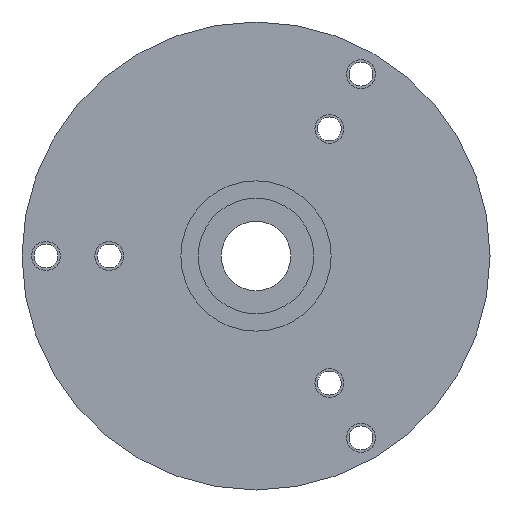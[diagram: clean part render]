
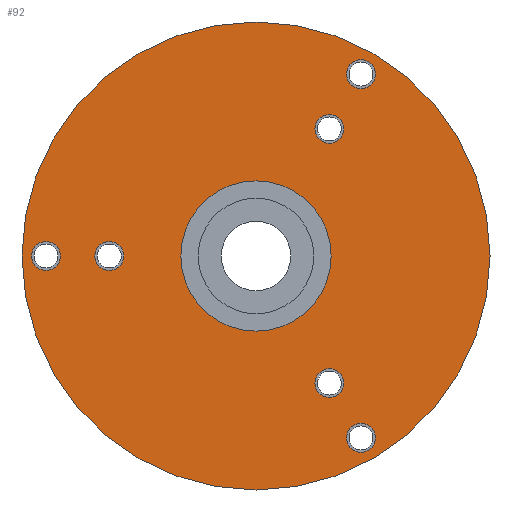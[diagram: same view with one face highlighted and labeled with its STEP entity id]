
A CAD part, front view. The second image highlights one B-rep face of the part: STEP entity #92.
In plain terms, the highlighted planar face has unit normal (0, -1, 0).
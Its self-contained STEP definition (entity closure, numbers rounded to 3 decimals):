
#47=FACE_BOUND('',#182,.F.);
#48=FACE_BOUND('',#183,.F.);
#49=FACE_BOUND('',#184,.F.);
#50=FACE_BOUND('',#185,.F.);
#51=FACE_BOUND('',#186,.F.);
#52=FACE_BOUND('',#187,.F.);
#53=FACE_BOUND('',#188,.F.);
#73=PLANE('',#1020);
#92=ADVANCED_FACE('',(#47,#48,#49,#50,#51,#52,#53,#135),#73,.T.);
#135=FACE_OUTER_BOUND('',#189,.F.);
#182=EDGE_LOOP('',(#265,#266));
#183=EDGE_LOOP('',(#267,#268));
#184=EDGE_LOOP('',(#269,#270));
#185=EDGE_LOOP('',(#271,#272));
#186=EDGE_LOOP('',(#273,#274));
#187=EDGE_LOOP('',(#275,#276));
#188=EDGE_LOOP('',(#277,#278));
#189=EDGE_LOOP('',(#279,#280));
#265=ORIENTED_EDGE('',*,*,#697,.T.);
#266=ORIENTED_EDGE('',*,*,#696,.T.);
#267=ORIENTED_EDGE('',*,*,#688,.T.);
#268=ORIENTED_EDGE('',*,*,#689,.T.);
#269=ORIENTED_EDGE('',*,*,#684,.T.);
#270=ORIENTED_EDGE('',*,*,#685,.T.);
#271=ORIENTED_EDGE('',*,*,#680,.T.);
#272=ORIENTED_EDGE('',*,*,#681,.T.);
#273=ORIENTED_EDGE('',*,*,#678,.T.);
#274=ORIENTED_EDGE('',*,*,#679,.T.);
#275=ORIENTED_EDGE('',*,*,#676,.T.);
#276=ORIENTED_EDGE('',*,*,#677,.T.);
#277=ORIENTED_EDGE('',*,*,#674,.T.);
#278=ORIENTED_EDGE('',*,*,#675,.T.);
#279=ORIENTED_EDGE('',*,*,#703,.F.);
#280=ORIENTED_EDGE('',*,*,#699,.F.);
#674=EDGE_CURVE('',#915,#914,#772,.T.);
#675=EDGE_CURVE('',#914,#915,#773,.T.);
#676=EDGE_CURVE('',#913,#912,#774,.T.);
#677=EDGE_CURVE('',#912,#913,#775,.T.);
#678=EDGE_CURVE('',#911,#910,#776,.T.);
#679=EDGE_CURVE('',#910,#911,#777,.T.);
#680=EDGE_CURVE('',#909,#908,#778,.T.);
#681=EDGE_CURVE('',#908,#909,#779,.T.);
#684=EDGE_CURVE('',#905,#904,#782,.T.);
#685=EDGE_CURVE('',#904,#905,#783,.T.);
#688=EDGE_CURVE('',#901,#900,#786,.T.);
#689=EDGE_CURVE('',#900,#901,#787,.T.);
#696=EDGE_CURVE('',#893,#892,#794,.T.);
#697=EDGE_CURVE('',#892,#893,#795,.T.);
#699=EDGE_CURVE('',#889,#888,#797,.T.);
#703=EDGE_CURVE('',#888,#889,#799,.T.);
#772=CIRCLE('',#945,2.5);
#773=CIRCLE('',#946,2.5);
#774=CIRCLE('',#947,2.5);
#775=CIRCLE('',#948,2.5);
#776=CIRCLE('',#949,2.5);
#777=CIRCLE('',#950,2.5);
#778=CIRCLE('',#951,2.5);
#779=CIRCLE('',#952,2.5);
#782=CIRCLE('',#955,2.5);
#783=CIRCLE('',#956,2.5);
#786=CIRCLE('',#959,2.5);
#787=CIRCLE('',#960,2.5);
#794=CIRCLE('',#967,13.);
#795=CIRCLE('',#968,13.);
#797=CIRCLE('',#970,40.5);
#799=CIRCLE('',#972,40.5);
#888=VERTEX_POINT('',#1372);
#889=VERTEX_POINT('',#1373);
#892=VERTEX_POINT('',#1376);
#893=VERTEX_POINT('',#1377);
#900=VERTEX_POINT('',#1384);
#901=VERTEX_POINT('',#1385);
#904=VERTEX_POINT('',#1388);
#905=VERTEX_POINT('',#1389);
#908=VERTEX_POINT('',#1392);
#909=VERTEX_POINT('',#1393);
#910=VERTEX_POINT('',#1394);
#911=VERTEX_POINT('',#1395);
#912=VERTEX_POINT('',#1396);
#913=VERTEX_POINT('',#1397);
#914=VERTEX_POINT('',#1398);
#915=VERTEX_POINT('',#1399);
#945=AXIS2_PLACEMENT_3D('',#1400,#1066,#1067);
#946=AXIS2_PLACEMENT_3D('',#1401,#1068,#1069);
#947=AXIS2_PLACEMENT_3D('',#1402,#1070,#1071);
#948=AXIS2_PLACEMENT_3D('',#1403,#1072,#1073);
#949=AXIS2_PLACEMENT_3D('',#1404,#1074,#1075);
#950=AXIS2_PLACEMENT_3D('',#1405,#1076,#1077);
#951=AXIS2_PLACEMENT_3D('',#1406,#1078,#1079);
#952=AXIS2_PLACEMENT_3D('',#1407,#1080,#1081);
#955=AXIS2_PLACEMENT_3D('',#1410,#1086,#1087);
#956=AXIS2_PLACEMENT_3D('',#1411,#1088,#1089);
#959=AXIS2_PLACEMENT_3D('',#1414,#1094,#1095);
#960=AXIS2_PLACEMENT_3D('',#1415,#1096,#1097);
#967=AXIS2_PLACEMENT_3D('',#1422,#1110,#1111);
#968=AXIS2_PLACEMENT_3D('',#1423,#1112,#1113);
#970=AXIS2_PLACEMENT_3D('',#1425,#1116,#1117);
#972=AXIS2_PLACEMENT_3D('',#1429,#1122,#1123);
#1020=AXIS2_PLACEMENT_3D('',#1501,#1242,#1243);
#1066=DIRECTION('',(0.,-1.,0.));
#1067=DIRECTION('',(-0.5,0.,-0.866));
#1068=DIRECTION('',(0.,-1.,0.));
#1069=DIRECTION('',(0.5,0.,0.866));
#1070=DIRECTION('',(0.,-1.,0.));
#1071=DIRECTION('',(1.,0.,0.));
#1072=DIRECTION('',(0.,-1.,0.));
#1073=DIRECTION('',(-1.,0.,0.));
#1074=DIRECTION('',(0.,-1.,0.));
#1075=DIRECTION('',(-0.5,0.,0.866));
#1076=DIRECTION('',(0.,-1.,0.));
#1077=DIRECTION('',(0.5,0.,-0.866));
#1078=DIRECTION('',(0.,-1.,0.));
#1079=DIRECTION('',(-0.5,0.,-0.866));
#1080=DIRECTION('',(0.,-1.,0.));
#1081=DIRECTION('',(0.5,0.,0.866));
#1086=DIRECTION('',(0.,-1.,0.));
#1087=DIRECTION('',(1.,0.,0.));
#1088=DIRECTION('',(0.,-1.,0.));
#1089=DIRECTION('',(-1.,0.,0.));
#1094=DIRECTION('',(0.,-1.,0.));
#1095=DIRECTION('',(-0.5,0.,0.866));
#1096=DIRECTION('',(0.,-1.,0.));
#1097=DIRECTION('',(0.5,0.,-0.866));
#1110=DIRECTION('',(0.,-1.,0.));
#1111=DIRECTION('',(-0.5,0.,-0.866));
#1112=DIRECTION('',(0.,-1.,0.));
#1113=DIRECTION('',(0.5,0.,0.866));
#1116=DIRECTION('',(0.,-1.,0.));
#1117=DIRECTION('',(-0.5,0.,-0.866));
#1122=DIRECTION('',(0.,-1.,0.));
#1123=DIRECTION('',(0.5,0.,0.866));
#1242=DIRECTION('',(0.,-1.,0.));
#1243=DIRECTION('',(0.866,0.,-0.5));
#1372=CARTESIAN_POINT('',(47.349,5.,-34.036));
#1373=CARTESIAN_POINT('',(6.849,5.,-104.184));
#1376=CARTESIAN_POINT('',(33.599,5.,-57.852));
#1377=CARTESIAN_POINT('',(20.599,5.,-80.369));
#1384=CARTESIAN_POINT('',(46.524,5.,-102.755));
#1385=CARTESIAN_POINT('',(44.024,5.,-98.425));
#1388=CARTESIAN_POINT('',(-11.751,5.,-69.11));
#1389=CARTESIAN_POINT('',(-6.751,5.,
-69.11));
#1392=CARTESIAN_POINT('',(46.524,5.,-35.465));
#1393=CARTESIAN_POINT('',(44.024,5.,-39.795));
#1394=CARTESIAN_POINT('',(41.049,5.,-93.272));
#1395=CARTESIAN_POINT('',(38.549,5.,-88.942));
#1396=CARTESIAN_POINT('',(-0.801,5.,
-69.11));
#1397=CARTESIAN_POINT('',(4.199,5.,-69.11));
#1398=CARTESIAN_POINT('',(41.049,5.,-44.948));
#1399=CARTESIAN_POINT('',(38.549,5.,-49.278));
#1400=CARTESIAN_POINT('',(39.799,5.,-47.113));
#1401=CARTESIAN_POINT('',(39.799,5.,-47.113));
#1402=CARTESIAN_POINT('',(1.699,5.,-69.11));
#1403=CARTESIAN_POINT('',(1.699,5.,-69.11));
#1404=CARTESIAN_POINT('',(39.799,5.,-91.107));
#1405=CARTESIAN_POINT('',(39.799,5.,-91.107));
#1406=CARTESIAN_POINT('',(45.274,5.,-37.63));
#1407=CARTESIAN_POINT('',(45.274,5.,-37.63));
#1410=CARTESIAN_POINT('',(-9.251,5.,-69.11));
#1411=CARTESIAN_POINT('',(-9.251,5.,-69.11));
#1414=CARTESIAN_POINT('',(45.274,5.,-100.59));
#1415=CARTESIAN_POINT('',(45.274,5.,-100.59));
#1422=CARTESIAN_POINT('',(27.099,5.,-69.11));
#1423=CARTESIAN_POINT('',(27.099,5.,-69.11));
#1425=CARTESIAN_POINT('',(27.099,5.,-69.11));
#1429=CARTESIAN_POINT('',(27.099,5.,-69.11));
#1501=CARTESIAN_POINT('',(-29.332,5.,-84.231));
